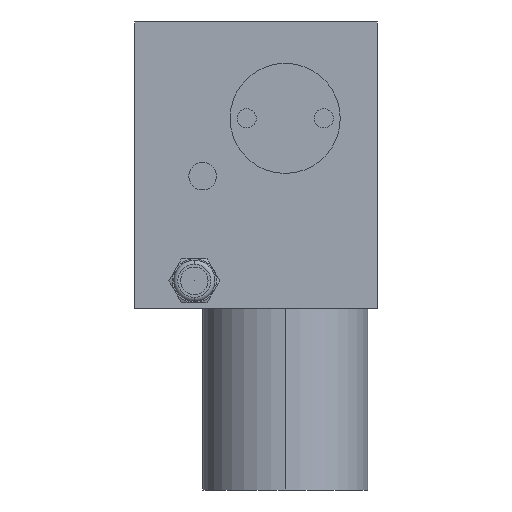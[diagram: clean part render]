
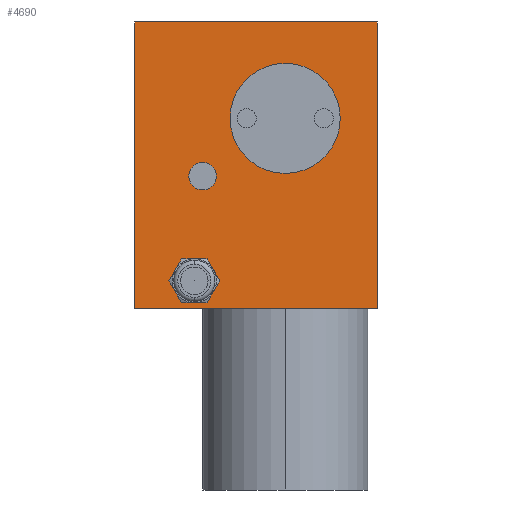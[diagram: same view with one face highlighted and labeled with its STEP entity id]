
A CAD part, left-side view. The second image highlights one B-rep face of the part: STEP entity #4690.
In plain terms, the highlighted planar face has unit normal (-1, 0, 0).
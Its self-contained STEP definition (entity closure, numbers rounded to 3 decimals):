
#25=DIRECTION('',(0.,-1.,0.));
#26=VECTOR('',#25,44.);
#27=CARTESIAN_POINT('',(0.,44.,0.));
#28=LINE('',#27,#26);
#523=DIRECTION('',(0.,0.,1.));
#524=VECTOR('',#523,52.);
#525=CARTESIAN_POINT('',(0.,44.,-52.));
#526=LINE('',#525,#524);
#567=DIRECTION('',(0.,-1.,0.));
#568=VECTOR('',#567,44.);
#569=CARTESIAN_POINT('',(0.,44.,-52.));
#570=LINE('',#569,#568);
#571=DIRECTION('',(0.,0.,1.));
#572=VECTOR('',#571,52.);
#573=CARTESIAN_POINT('',(0.,0.,-52.));
#574=LINE('',#573,#572);
#575=CARTESIAN_POINT('',(0.,16.7,-17.5));
#576=DIRECTION('',(1.,0.,0.));
#577=DIRECTION('',(0.,0.,-1.));
#578=AXIS2_PLACEMENT_3D('',#575,#576,#577);
#580=CARTESIAN_POINT('',(0.,16.7,-17.5));
#581=DIRECTION('',(1.,0.,0.));
#582=DIRECTION('',(0.,0.,1.));
#583=AXIS2_PLACEMENT_3D('',#580,#581,#582);
#585=CARTESIAN_POINT('',(0.,31.7,-28.));
#586=DIRECTION('',(1.,0.,0.));
#587=DIRECTION('',(0.,0.,-1.));
#588=AXIS2_PLACEMENT_3D('',#585,#586,#587);
#590=CARTESIAN_POINT('',(0.,31.7,-28.));
#591=DIRECTION('',(1.,0.,0.));
#592=DIRECTION('',(0.,0.,1.));
#593=AXIS2_PLACEMENT_3D('',#590,#591,#592);
#595=CARTESIAN_POINT('',(0.,33.2,-47.));
#596=DIRECTION('',(-1.,0.,0.));
#597=DIRECTION('',(0.,-0.866,0.5));
#598=AXIS2_PLACEMENT_3D('',#595,#596,#597);
#600=CARTESIAN_POINT('',(0.,33.2,-47.));
#601=DIRECTION('',(-1.,0.,0.));
#602=DIRECTION('',(0.,0.,1.));
#603=AXIS2_PLACEMENT_3D('',#600,#601,#602);
#605=CARTESIAN_POINT('',(0.,33.2,-47.));
#606=DIRECTION('',(-1.,0.,0.));
#607=DIRECTION('',(0.,0.866,0.5));
#608=AXIS2_PLACEMENT_3D('',#605,#606,#607);
#610=CARTESIAN_POINT('',(0.,33.2,-47.));
#611=DIRECTION('',(-1.,0.,0.));
#612=DIRECTION('',(0.,0.866,-0.5));
#613=AXIS2_PLACEMENT_3D('',#610,#611,#612);
#615=CARTESIAN_POINT('',(0.,33.2,-47.));
#616=DIRECTION('',(-1.,0.,0.));
#617=DIRECTION('',(0.,0.,-1.));
#618=AXIS2_PLACEMENT_3D('',#615,#616,#617);
#620=CARTESIAN_POINT('',(0.,33.2,-47.));
#621=DIRECTION('',(-1.,0.,0.));
#622=DIRECTION('',(0.,-0.866,-0.5));
#623=AXIS2_PLACEMENT_3D('',#620,#621,#622);
#3263=CARTESIAN_POINT('',(0.,0.,-52.));
#3264=VERTEX_POINT('',#3263);
#3265=CARTESIAN_POINT('',(0.,44.,-52.));
#3266=VERTEX_POINT('',#3265);
#3279=CARTESIAN_POINT('',(0.,0.,0.));
#3280=VERTEX_POINT('',#3279);
#3285=CARTESIAN_POINT('',(0.,44.,0.));
#3286=VERTEX_POINT('',#3285);
#3287=CARTESIAN_POINT('',(0.,16.7,-27.5));
#3288=CARTESIAN_POINT('',(0.,16.7,-7.5));
#3289=VERTEX_POINT('',#3287);
#3290=VERTEX_POINT('',#3288);
#3291=CARTESIAN_POINT('',(0.,31.7,-30.5));
#3292=CARTESIAN_POINT('',(0.,31.7,-25.5));
#3293=VERTEX_POINT('',#3291);
#3294=VERTEX_POINT('',#3292);
#4129=CARTESIAN_POINT('',(0.,29.736,-45.));
#4130=CARTESIAN_POINT('',(0.,33.2,-43.));
#4131=VERTEX_POINT('',#4129);
#4132=VERTEX_POINT('',#4130);
#4133=CARTESIAN_POINT('',(0.,36.664,-49.));
#4134=CARTESIAN_POINT('',(0.,33.2,-51.));
#4135=VERTEX_POINT('',#4133);
#4136=VERTEX_POINT('',#4134);
#4137=CARTESIAN_POINT('',(0.,29.736,-49.));
#4138=VERTEX_POINT('',#4137);
#4139=CARTESIAN_POINT('',(0.,36.664,-45.));
#4140=VERTEX_POINT('',#4139);
#4652=CARTESIAN_POINT('',(0.,22.,-26.));
#4653=DIRECTION('',(1.,0.,0.));
#4654=DIRECTION('',(0.,-1.,0.));
#4655=AXIS2_PLACEMENT_3D('',#4652,#4653,#4654);
#4656=PLANE('',#4655);
#4657=ORIENTED_EDGE('',*,*,#4537,.F.);
#4658=ORIENTED_EDGE('',*,*,#4623,.T.);
#4659=ORIENTED_EDGE('',*,*,#4168,.T.);
#4661=ORIENTED_EDGE('',*,*,#4660,.F.);
#4662=EDGE_LOOP('',(#4657,#4658,#4659,#4661));
#4663=FACE_OUTER_BOUND('',#4662,.F.);
#4665=ORIENTED_EDGE('',*,*,#4664,.F.);
#4667=ORIENTED_EDGE('',*,*,#4666,.F.);
#4668=EDGE_LOOP('',(#4665,#4667));
#4669=FACE_BOUND('',#4668,.F.);
#4671=ORIENTED_EDGE('',*,*,#4670,.F.);
#4673=ORIENTED_EDGE('',*,*,#4672,.F.);
#4674=EDGE_LOOP('',(#4671,#4673));
#4675=FACE_BOUND('',#4674,.F.);
#4677=ORIENTED_EDGE('',*,*,#4676,.T.);
#4679=ORIENTED_EDGE('',*,*,#4678,.T.);
#4681=ORIENTED_EDGE('',*,*,#4680,.T.);
#4683=ORIENTED_EDGE('',*,*,#4682,.T.);
#4685=ORIENTED_EDGE('',*,*,#4684,.T.);
#4687=ORIENTED_EDGE('',*,*,#4686,.T.);
#4688=EDGE_LOOP('',(#4677,#4679,#4681,#4683,#4685,#4687));
#4689=FACE_BOUND('',#4688,.F.);
#4690=ADVANCED_FACE('',(#4663,#4669,#4675,#4689),#4656,.F.);
#579=CIRCLE('',#578,10.);
#584=CIRCLE('',#583,10.);
#589=CIRCLE('',#588,2.5);
#594=CIRCLE('',#593,2.5);
#599=CIRCLE('',#598,4.);
#604=CIRCLE('',#603,4.);
#609=CIRCLE('',#608,4.);
#614=CIRCLE('',#613,4.);
#619=CIRCLE('',#618,4.);
#624=CIRCLE('',#623,4.);
#4168=EDGE_CURVE('',#3286,#3280,#28,.T.);
#4537=EDGE_CURVE('',#3266,#3264,#570,.T.);
#4623=EDGE_CURVE('',#3266,#3286,#526,.T.);
#4660=EDGE_CURVE('',#3264,#3280,#574,.T.);
#4664=EDGE_CURVE('',#3289,#3290,#579,.T.);
#4666=EDGE_CURVE('',#3290,#3289,#584,.T.);
#4670=EDGE_CURVE('',#3293,#3294,#589,.T.);
#4672=EDGE_CURVE('',#3294,#3293,#594,.T.);
#4676=EDGE_CURVE('',#4131,#4132,#599,.T.);
#4678=EDGE_CURVE('',#4132,#4140,#604,.T.);
#4680=EDGE_CURVE('',#4140,#4135,#609,.T.);
#4682=EDGE_CURVE('',#4135,#4136,#614,.T.);
#4684=EDGE_CURVE('',#4136,#4138,#619,.T.);
#4686=EDGE_CURVE('',#4138,#4131,#624,.T.);
